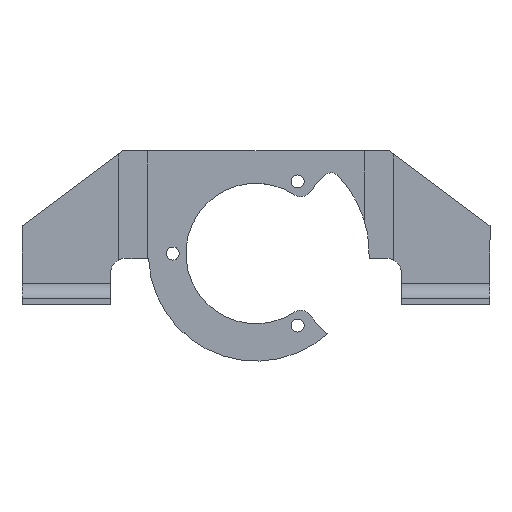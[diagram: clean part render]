
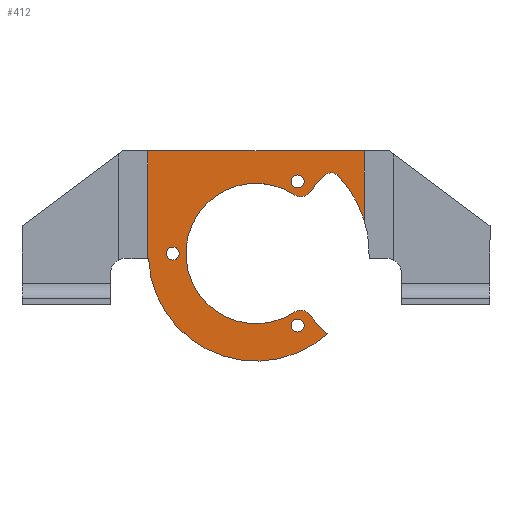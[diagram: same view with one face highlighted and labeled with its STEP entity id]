
A CAD part, top view. The second image highlights one B-rep face of the part: STEP entity #412.
In plain terms, the highlighted planar face has unit normal (0, 0, 1).
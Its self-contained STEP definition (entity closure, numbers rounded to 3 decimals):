
#2 = DIRECTION ( 'NONE',  ( 1., 0., 0. ) ) ;
#14 = FACE_BOUND ( 'NONE', #862, .T. ) ;
#16 = DIRECTION ( 'NONE',  ( 0., 0., 1. ) ) ;
#17 = ORIENTED_EDGE ( 'NONE', *, *, #844, .F. ) ;
#27 = CIRCLE ( 'NONE', #910, 21.764 ) ;
#28 = ORIENTED_EDGE ( 'NONE', *, *, #1304, .T. ) ;
#38 = CARTESIAN_POINT ( 'NONE',  ( 0., 0., 1.2 ) ) ;
#42 = VERTEX_POINT ( 'NONE', #661 ) ;
#45 = VERTEX_POINT ( 'NONE', #370 ) ;
#46 = FACE_BOUND ( 'NONE', #998, .T. ) ;
#48 = EDGE_CURVE ( 'NONE', #1034, #1034, #1633, .T. ) ;
#56 = FACE_OUTER_BOUND ( 'NONE', #385, .T. ) ;
#71 = ORIENTED_EDGE ( 'NONE', *, *, #1882, .T. ) ;
#78 = ORIENTED_EDGE ( 'NONE', *, *, #1578, .T. ) ;
#89 = AXIS2_PLACEMENT_3D ( 'NONE', #1374, #16, #629 ) ;
#108 = EDGE_CURVE ( 'NONE', #1777, #164, #441, .T. ) ;
#131 = ORIENTED_EDGE ( 'NONE', *, *, #1294, .F. ) ;
#162 = EDGE_CURVE ( 'NONE', #1777, #789, #1358, .T. ) ;
#164 = VERTEX_POINT ( 'NONE', #1302 ) ;
#190 = DIRECTION ( 'NONE',  ( 0., 0., 1. ) ) ;
#217 = CARTESIAN_POINT ( 'NONE',  ( -20.676, -0.995, 1.2 ) ) ;
#255 = VECTOR ( 'NONE', #293, 1000. ) ;
#280 = CIRCLE ( 'NONE', #1600, 20.7 ) ;
#293 = DIRECTION ( 'NONE',  ( 0., -1., 0. ) ) ;
#307 = DIRECTION ( 'NONE',  ( 1., 0., 0. ) ) ;
#314 = EDGE_CURVE ( 'NONE', #1773, #890, #1345, .T. ) ;
#337 = DIRECTION ( 'NONE',  ( 1., 0., 0. ) ) ;
#346 = CARTESIAN_POINT ( 'NONE',  ( 14.424, 13.511, 1.2 ) ) ;
#360 = DIRECTION ( 'NONE',  ( 0., 0., -1. ) ) ;
#370 = CARTESIAN_POINT ( 'NONE',  ( 13.815, -15.416, 1.2 ) ) ;
#380 = AXIS2_PLACEMENT_3D ( 'NONE', #1672, #452, #307 ) ;
#385 = EDGE_LOOP ( 'NONE', ( #1956, #17, #71, #1905, #1285, #1217, #1894, #28, #1121, #1084, #131, #78, #1353 ) ) ;
#397 = CARTESIAN_POINT ( 'NONE',  ( 8., -13.856, 1.2 ) ) ;
#404 = CARTESIAN_POINT ( 'NONE',  ( 20.8, 19.733, 1.2 ) ) ;
#412 = ADVANCED_FACE ( 'NONE', ( #56, #1558, #46, #14 ), #771, .T. ) ;
#441 = CIRCLE ( 'NONE', #89, 2. ) ;
#449 = AXIS2_PLACEMENT_3D ( 'NONE', #1538, #490, #337 ) ;
#452 = DIRECTION ( 'NONE',  ( 0., 0., -1. ) ) ;
#453 = EDGE_CURVE ( 'NONE', #619, #42, #790, .T. ) ;
#455 = LINE ( 'NONE', #1046, #255 ) ;
#462 = DIRECTION ( 'NONE',  ( 1., 0., 0. ) ) ;
#480 = CIRCLE ( 'NONE', #1009, 2. ) ;
#490 = DIRECTION ( 'NONE',  ( 0., 0., 1. ) ) ;
#501 = DIRECTION ( 'NONE',  ( 1., 0., 0. ) ) ;
#520 = EDGE_CURVE ( 'NONE', #1025, #1025, #569, .T. ) ;
#533 = DIRECTION ( 'NONE',  ( 0., 0., 1. ) ) ;
#567 = DIRECTION ( 'NONE',  ( 0., 0., 1. ) ) ;
#569 = CIRCLE ( 'NONE', #449, 1.25 ) ;
#572 = AXIS2_PLACEMENT_3D ( 'NONE', #1259, #190, #1399 ) ;
#576 = CARTESIAN_POINT ( 'NONE',  ( -14.75, 0., 1.2 ) ) ;
#591 = CARTESIAN_POINT ( 'NONE',  ( 15.884, 14.878, 1.2 ) ) ;
#619 = VERTEX_POINT ( 'NONE', #831 ) ;
#629 = DIRECTION ( 'NONE',  ( 1., 0., 0. ) ) ;
#632 = CARTESIAN_POINT ( 'NONE',  ( 8.589, -12.903, 1.2 ) ) ;
#640 = VECTOR ( 'NONE', #1844, 1000. ) ;
#657 = VERTEX_POINT ( 'NONE', #1097 ) ;
#661 = CARTESIAN_POINT ( 'NONE',  ( 12.916, -14.824, 1.2 ) ) ;
#662 = VERTEX_POINT ( 'NONE', #217 ) ;
#677 = DIRECTION ( 'NONE',  ( 1., 0., 0. ) ) ;
#714 = VERTEX_POINT ( 'NONE', #872 ) ;
#756 = LINE ( 'NONE', #1535, #1167 ) ;
#771 = PLANE ( 'NONE',  #1010 ) ;
#783 = VERTEX_POINT ( 'NONE', #591 ) ;
#789 = VERTEX_POINT ( 'NONE', #1045 ) ;
#790 = LINE ( 'NONE', #38, #793 ) ;
#792 = CIRCLE ( 'NONE', #1573, 2. ) ;
#793 = VECTOR ( 'NONE', #1089, 1000. ) ;
#831 = CARTESIAN_POINT ( 'NONE',  ( 10.097, -11.589, 1.2 ) ) ;
#834 = VERTEX_POINT ( 'NONE', #1546 ) ;
#844 = EDGE_CURVE ( 'NONE', #834, #1773, #756, .T. ) ;
#857 = DIRECTION ( 'NONE',  ( 0., 0., 1. ) ) ;
#862 = EDGE_LOOP ( 'NONE', ( #1279 ) ) ;
#872 = CARTESIAN_POINT ( 'NONE',  ( -20.8, -0.995, 1.2 ) ) ;
#890 = VERTEX_POINT ( 'NONE', #1676 ) ;
#910 = AXIS2_PLACEMENT_3D ( 'NONE', #1723, #533, #677 ) ;
#942 = EDGE_CURVE ( 'NONE', #45, #662, #280, .T. ) ;
#956 = ORIENTED_EDGE ( 'NONE', *, *, #1331, .F. ) ;
#962 = DIRECTION ( 'NONE',  ( 1., 0., 0. ) ) ;
#998 = EDGE_LOOP ( 'NONE', ( #956 ) ) ;
#1000 = EDGE_CURVE ( 'NONE', #890, #783, #27, .T. ) ;
#1006 = LINE ( 'NONE', #1554, #1733 ) ;
#1009 = AXIS2_PLACEMENT_3D ( 'NONE', #346, #360, #962 ) ;
#1010 = AXIS2_PLACEMENT_3D ( 'NONE', #1372, #1383, #501 ) ;
#1025 = VERTEX_POINT ( 'NONE', #1620 ) ;
#1034 = VERTEX_POINT ( 'NONE', #576 ) ;
#1045 = CARTESIAN_POINT ( 'NONE',  ( 7.481, -11.238, 1.2 ) ) ;
#1046 = CARTESIAN_POINT ( 'NONE',  ( -20.8, 0., 1.2 ) ) ;
#1070 = ORIENTED_EDGE ( 'NONE', *, *, #48, .F. ) ;
#1084 = ORIENTED_EDGE ( 'NONE', *, *, #108, .T. ) ;
#1089 = DIRECTION ( 'NONE',  ( 0.657, -0.754, 0. ) ) ;
#1094 = DIRECTION ( 'NONE',  ( 0., 0., 1. ) ) ;
#1097 = CARTESIAN_POINT ( 'NONE',  ( 9.25, -13.856, 1.2 ) ) ;
#1112 = AXIS2_PLACEMENT_3D ( 'NONE', #397, #567, #1862 ) ;
#1121 = ORIENTED_EDGE ( 'NONE', *, *, #162, .F. ) ;
#1146 = CARTESIAN_POINT ( 'NONE',  ( 7.481, 11.238, 1.2 ) ) ;
#1166 = AXIS2_PLACEMENT_3D ( 'NONE', #1601, #857, #1765 ) ;
#1167 = VECTOR ( 'NONE', #462, 1000. ) ;
#1190 = DIRECTION ( 'NONE',  ( 0., -1., 0. ) ) ;
#1217 = ORIENTED_EDGE ( 'NONE', *, *, #1283, .T. ) ;
#1259 = CARTESIAN_POINT ( 'NONE',  ( -16., 0., 1.2 ) ) ;
#1279 = ORIENTED_EDGE ( 'NONE', *, *, #520, .F. ) ;
#1283 = EDGE_CURVE ( 'NONE', #45, #42, #1673, .T. ) ;
#1285 = ORIENTED_EDGE ( 'NONE', *, *, #942, .F. ) ;
#1294 = EDGE_CURVE ( 'NONE', #1872, #164, #1648, .T. ) ;
#1302 = CARTESIAN_POINT ( 'NONE',  ( 10.097, 11.589, 1.2 ) ) ;
#1304 = EDGE_CURVE ( 'NONE', #619, #789, #792, .T. ) ;
#1327 = VECTOR ( 'NONE', #1190, 1000. ) ;
#1331 = EDGE_CURVE ( 'NONE', #657, #657, #1426, .T. ) ;
#1345 = LINE ( 'NONE', #1505, #1327 ) ;
#1353 = ORIENTED_EDGE ( 'NONE', *, *, #1000, .F. ) ;
#1358 = CIRCLE ( 'NONE', #1166, 13.5 ) ;
#1369 = CARTESIAN_POINT ( 'NONE',  ( 0., 0., 1.2 ) ) ;
#1372 = CARTESIAN_POINT ( 'NONE',  ( 0., 0., 1.2 ) ) ;
#1374 = CARTESIAN_POINT ( 'NONE',  ( 8.589, 12.903, 1.2 ) ) ;
#1383 = DIRECTION ( 'NONE',  ( 0., 0., 1. ) ) ;
#1391 = DIRECTION ( 'NONE',  ( 0., 0., -1. ) ) ;
#1399 = DIRECTION ( 'NONE',  ( 1., 0., 0. ) ) ;
#1420 = EDGE_CURVE ( 'NONE', #662, #714, #1006, .T. ) ;
#1426 = CIRCLE ( 'NONE', #1112, 1.25 ) ;
#1505 = CARTESIAN_POINT ( 'NONE',  ( 20.8, 0., 1.2 ) ) ;
#1516 = EDGE_LOOP ( 'NONE', ( #1070 ) ) ;
#1535 = CARTESIAN_POINT ( 'NONE',  ( 0., 19.733, 1.2 ) ) ;
#1538 = CARTESIAN_POINT ( 'NONE',  ( 8., 13.856, 1.2 ) ) ;
#1546 = CARTESIAN_POINT ( 'NONE',  ( -20.8, 19.733, 1.2 ) ) ;
#1554 = CARTESIAN_POINT ( 'NONE',  ( -20.676, -0.995, 1.2 ) ) ;
#1558 = FACE_BOUND ( 'NONE', #1516, .T. ) ;
#1573 = AXIS2_PLACEMENT_3D ( 'NONE', #632, #1094, #1694 ) ;
#1578 = EDGE_CURVE ( 'NONE', #1872, #783, #480, .T. ) ;
#1600 = AXIS2_PLACEMENT_3D ( 'NONE', #1686, #1391, #2 ) ;
#1601 = CARTESIAN_POINT ( 'NONE',  ( 0., 0., 1.2 ) ) ;
#1604 = DIRECTION ( 'NONE',  ( -1., 0., 0. ) ) ;
#1620 = CARTESIAN_POINT ( 'NONE',  ( 9.25, 13.856, 1.2 ) ) ;
#1633 = CIRCLE ( 'NONE', #572, 1.25 ) ;
#1648 = LINE ( 'NONE', #1369, #640 ) ;
#1672 = CARTESIAN_POINT ( 'NONE',  ( 14.424, -13.511, 1.2 ) ) ;
#1673 = CIRCLE ( 'NONE', #380, 2. ) ;
#1676 = CARTESIAN_POINT ( 'NONE',  ( 20.8, 6.404, 1.2 ) ) ;
#1686 = CARTESIAN_POINT ( 'NONE',  ( 0., 0., 1.2 ) ) ;
#1694 = DIRECTION ( 'NONE',  ( 1., 0., 0. ) ) ;
#1723 = CARTESIAN_POINT ( 'NONE',  ( 0., 0., 1.2 ) ) ;
#1733 = VECTOR ( 'NONE', #1604, 1000. ) ;
#1765 = DIRECTION ( 'NONE',  ( 1., 0., 0. ) ) ;
#1773 = VERTEX_POINT ( 'NONE', #404 ) ;
#1777 = VERTEX_POINT ( 'NONE', #1146 ) ;
#1804 = CARTESIAN_POINT ( 'NONE',  ( 12.916, 14.824, 1.2 ) ) ;
#1844 = DIRECTION ( 'NONE',  ( -0.657, -0.754, 0. ) ) ;
#1862 = DIRECTION ( 'NONE',  ( 1., 0., 0. ) ) ;
#1872 = VERTEX_POINT ( 'NONE', #1804 ) ;
#1882 = EDGE_CURVE ( 'NONE', #834, #714, #455, .T. ) ;
#1894 = ORIENTED_EDGE ( 'NONE', *, *, #453, .F. ) ;
#1905 = ORIENTED_EDGE ( 'NONE', *, *, #1420, .F. ) ;
#1956 = ORIENTED_EDGE ( 'NONE', *, *, #314, .F. ) ;
